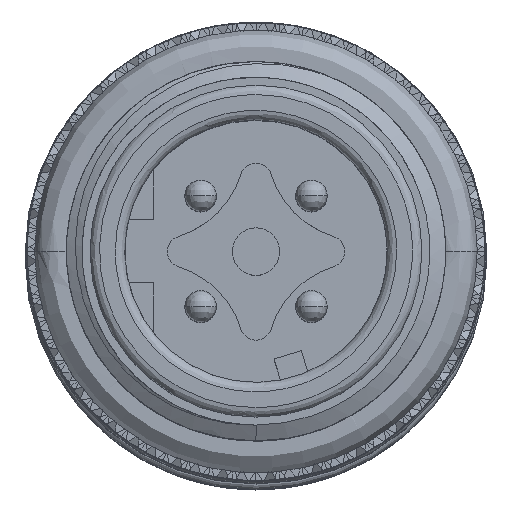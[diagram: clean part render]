
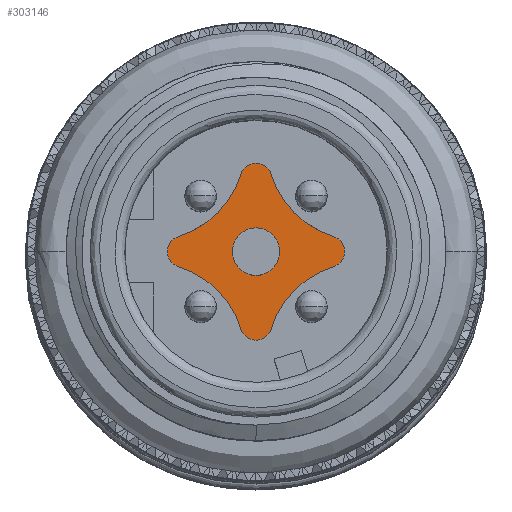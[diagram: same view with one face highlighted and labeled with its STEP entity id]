
A CAD part, top view. The second image highlights one B-rep face of the part: STEP entity #303146.
In plain terms, the highlighted face is planar.
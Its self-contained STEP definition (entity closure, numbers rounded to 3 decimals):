
#775 = EDGE_CURVE ( 'NONE', #148162, #305813, #333616, .T. ) ;
#15056 = DIRECTION ( 'NONE',  ( 0., 0., -1. ) ) ;
#19126 = CARTESIAN_POINT ( 'NONE',  ( 3.341, -3.341, -3.5 ) ) ;
#19553 = EDGE_CURVE ( 'NONE', #193115, #193115, #66042, .T. ) ;
#25688 = AXIS2_PLACEMENT_3D ( 'NONE', #99923, #285428, #126573 ) ;
#40094 = EDGE_CURVE ( 'NONE', #113240, #305813, #165624, .T. ) ;
#44297 = CIRCLE ( 'NONE', #157598, 0.5 ) ;
#44711 = EDGE_CURVE ( 'NONE', #336897, #334896, #318068, .T. ) ;
#45894 = DIRECTION ( 'NONE',  ( -1., 0., 0. ) ) ;
#49435 = DIRECTION ( 'NONE',  ( 0., 0., -1. ) ) ;
#56880 = CARTESIAN_POINT ( 'NONE',  ( -2.449, 0.477, -3.5 ) ) ;
#57579 = DIRECTION ( 'NONE',  ( -1., 0., 0. ) ) ;
#66042 = CIRCLE ( 'NONE', #333455, 0.75 ) ;
#67949 = CARTESIAN_POINT ( 'NONE',  ( 2.3, 0., -3.5 ) ) ;
#70878 = AXIS2_PLACEMENT_3D ( 'NONE', #67949, #253594, #94752 ) ;
#85546 = CARTESIAN_POINT ( 'NONE',  ( -3.341, 3.341, -3.5 ) ) ;
#88880 = VERTEX_POINT ( 'NONE', #266519 ) ;
#94752 = DIRECTION ( 'NONE',  ( -1., 0., 0. ) ) ;
#99717 = CARTESIAN_POINT ( 'NONE',  ( 0., 0., -3.5 ) ) ;
#99923 = CARTESIAN_POINT ( 'NONE',  ( -3.341, -3.341, -3.5 ) ) ;
#106101 = AXIS2_PLACEMENT_3D ( 'NONE', #85546, #271138, #112237 ) ;
#106415 = FACE_OUTER_BOUND ( 'NONE', #307209, .T. ) ;
#107846 = ORIENTED_EDGE ( 'NONE', *, *, #775, .T. ) ;
#108898 = CARTESIAN_POINT ( 'NONE',  ( -2.3, 0., -3.5 ) ) ;
#109911 = CARTESIAN_POINT ( 'NONE',  ( 0., 0., -3.5 ) ) ;
#112237 = DIRECTION ( 'NONE',  ( -1., 0., 0. ) ) ;
#113240 = VERTEX_POINT ( 'NONE', #188450 ) ;
#118312 = CARTESIAN_POINT ( 'NONE',  ( 2.449, -0.477, -3.5 ) ) ;
#122175 = CARTESIAN_POINT ( 'NONE',  ( 0., -2.3, -3.5 ) ) ;
#126362 = DIRECTION ( 'NONE',  ( -1., 0., 0. ) ) ;
#126573 = DIRECTION ( 'NONE',  ( -1., 0., 0. ) ) ;
#128009 = ORIENTED_EDGE ( 'NONE', *, *, #202751, .F. ) ;
#135518 = DIRECTION ( 'NONE',  ( -1., 0., 0. ) ) ;
#136325 = CARTESIAN_POINT ( 'NONE',  ( -0.477, -2.449, -3.5 ) ) ;
#147631 = CARTESIAN_POINT ( 'NONE',  ( -0.75, 0., -3.5 ) ) ;
#148162 = VERTEX_POINT ( 'NONE', #342889 ) ;
#148811 = DIRECTION ( 'NONE',  ( -1., 0., 0. ) ) ;
#157598 = AXIS2_PLACEMENT_3D ( 'NONE', #108898, #294407, #135518 ) ;
#158151 = ORIENTED_EDGE ( 'NONE', *, *, #40094, .F. ) ;
#165624 = CIRCLE ( 'NONE', #25688, 3. ) ;
#170717 = EDGE_CURVE ( 'NONE', #88880, #334896, #298021, .T. ) ;
#174073 = CARTESIAN_POINT ( 'NONE',  ( 3.341, 3.341, -3.5 ) ) ;
#174699 = VERTEX_POINT ( 'NONE', #118312 ) ;
#176514 = ORIENTED_EDGE ( 'NONE', *, *, #275406, .T. ) ;
#180983 = CARTESIAN_POINT ( 'NONE',  ( -0.477, 2.449, -3.5 ) ) ;
#188450 = CARTESIAN_POINT ( 'NONE',  ( -2.449, -0.477, -3.5 ) ) ;
#189812 = PLANE ( 'NONE',  #266562 ) ;
#193115 = VERTEX_POINT ( 'NONE', #147631 ) ;
#196019 = AXIS2_PLACEMENT_3D ( 'NONE', #208349, #49435, #235085 ) ;
#198880 = AXIS2_PLACEMENT_3D ( 'NONE', #174073, #15056, #200770 ) ;
#199158 = EDGE_CURVE ( 'NONE', #148162, #174699, #264059, .T. ) ;
#200770 = DIRECTION ( 'NONE',  ( -1., 0., 0. ) ) ;
#202751 = EDGE_CURVE ( 'NONE', #336897, #225536, #275747, .T. ) ;
#204840 = DIRECTION ( 'NONE',  ( 0., 0., -1. ) ) ;
#204863 = ORIENTED_EDGE ( 'NONE', *, *, #243660, .T. ) ;
#208349 = CARTESIAN_POINT ( 'NONE',  ( 0., 2.3, -3.5 ) ) ;
#216286 = ORIENTED_EDGE ( 'NONE', *, *, #44711, .T. ) ;
#216447 = DIRECTION ( 'NONE',  ( 0., 0., -1. ) ) ;
#225536 = VERTEX_POINT ( 'NONE', #56880 ) ;
#235085 = DIRECTION ( 'NONE',  ( -1., 0., 0. ) ) ;
#240717 = AXIS2_PLACEMENT_3D ( 'NONE', #19126, #204840, #45894 ) ;
#242752 = ORIENTED_EDGE ( 'NONE', *, *, #199158, .F. ) ;
#243660 = EDGE_CURVE ( 'NONE', #88880, #174699, #274066, .T. ) ;
#247519 = FACE_BOUND ( 'NONE', #277697, .T. ) ;
#253594 = DIRECTION ( 'NONE',  ( 0., 0., -1. ) ) ;
#264059 = CIRCLE ( 'NONE', #240717, 3. ) ;
#266519 = CARTESIAN_POINT ( 'NONE',  ( 2.449, 0.477, -3.5 ) ) ;
#266562 = AXIS2_PLACEMENT_3D ( 'NONE', #109911, #216447, #57579 ) ;
#271138 = DIRECTION ( 'NONE',  ( 0., 0., -1. ) ) ;
#274066 = CIRCLE ( 'NONE', #70878, 0.5 ) ;
#275406 = EDGE_CURVE ( 'NONE', #113240, #225536, #44297, .T. ) ;
#275427 = CARTESIAN_POINT ( 'NONE',  ( 0.477, 2.449, -3.5 ) ) ;
#275747 = CIRCLE ( 'NONE', #106101, 3. ) ;
#277697 = EDGE_LOOP ( 'NONE', ( #323691 ) ) ;
#285243 = DIRECTION ( 'NONE',  ( 0., 0., 1. ) ) ;
#285428 = DIRECTION ( 'NONE',  ( 0., 0., -1. ) ) ;
#287233 = ORIENTED_EDGE ( 'NONE', *, *, #170717, .F. ) ;
#294407 = DIRECTION ( 'NONE',  ( 0., 0., -1. ) ) ;
#294875 = AXIS2_PLACEMENT_3D ( 'NONE', #122175, #307796, #148811 ) ;
#298021 = CIRCLE ( 'NONE', #198880, 3. ) ;
#303146 = ADVANCED_FACE ( 'NONE', ( #247519, #106415 ), #189812, .T. ) ;
#305813 = VERTEX_POINT ( 'NONE', #136325 ) ;
#307209 = EDGE_LOOP ( 'NONE', ( #287233, #204863, #242752, #107846, #158151, #176514, #128009, #216286 ) ) ;
#307796 = DIRECTION ( 'NONE',  ( 0., 0., -1. ) ) ;
#318068 = CIRCLE ( 'NONE', #196019, 0.5 ) ;
#323691 = ORIENTED_EDGE ( 'NONE', *, *, #19553, .T. ) ;
#333455 = AXIS2_PLACEMENT_3D ( 'NONE', #99717, #285243, #126362 ) ;
#333616 = CIRCLE ( 'NONE', #294875, 0.5 ) ;
#334896 = VERTEX_POINT ( 'NONE', #275427 ) ;
#336897 = VERTEX_POINT ( 'NONE', #180983 ) ;
#342889 = CARTESIAN_POINT ( 'NONE',  ( 0.477, -2.449, -3.5 ) ) ;
